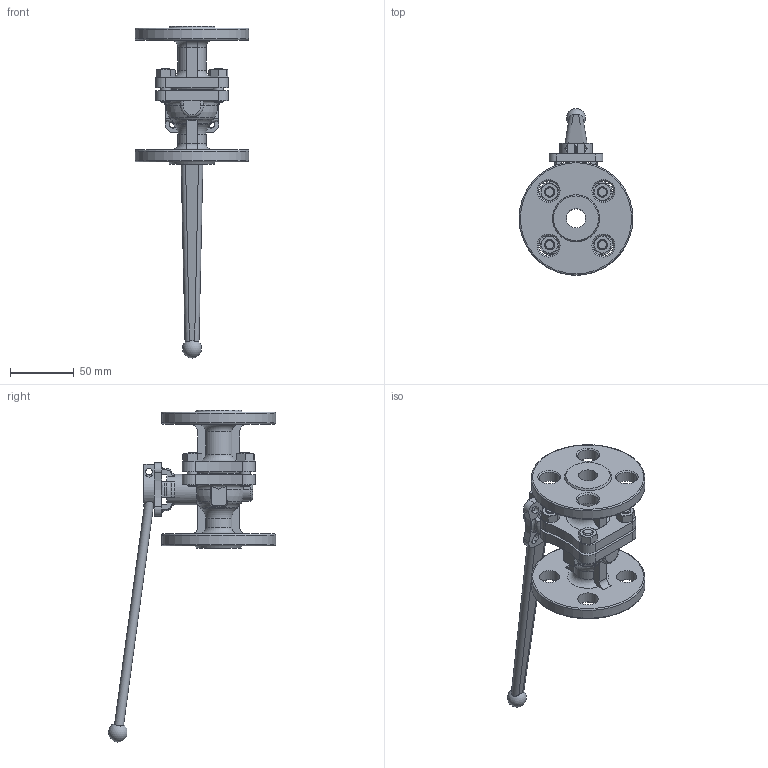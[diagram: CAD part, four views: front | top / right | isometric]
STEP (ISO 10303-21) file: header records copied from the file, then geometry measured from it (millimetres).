
FILE_DESCRIPTION(/* description */ ('STEP AP214'),/* implementation_level */ '2;1');
FILE_NAME(/* name */ '8097467_VZBF-1_2-P1-20-D-2-F0304-M-V15V15',/* time_stamp */ '2024-09-18T02:26:13+02:00',/* author */ ('License CC BY-ND 4.0'),/* organization */ ('CADENAS'),/* preprocessor_version */ 'ST-DEVELOPER v19.3',/* originating_system */ 'PARTsolutions',/* authorisation */ ' ');
FILE_SCHEMA (('AUTOMOTIVE_DESIGN {1 0 10303 214 3 1 1}'));
Length unit declared in the file: millimetre
Products named in the file (3): 8097467 VZBF-1/2-P1-20-D-2-F0304-M-V15V15; 4810851 VZBF-1/2-P1-20-D-2-F0304-V15V15; 4895982 VAOH-F9-9-H9-A
Assembly tree (2 placements, depth 2):
  8097467 VZBF-1/2-P1-20-D-2-F0304-M-V15V15
    4810851 VZBF-1/2-P1-20-D-2-F0304-V15V15
    4895982 VAOH-F9-9-H9-A
Bounding box: 89 x 130.78 x 259.8 mm (x, y, z)
Volume: 231473 mm3; surface area: 70656 mm2
Topology: 2 solids, 2 shells, 373 faces, 997 edges, 644 vertices
Faces by surface type: plane 157, cylinder 106, cone 72, torus 34, sphere 4
Full cylindrical faces by diameter (mm): 5.2 x2, 8 x12, 9 x4, 15 x1, 16 x8, 24 x1, 26 x1, 89 x2
Entity records: 11634 total; most frequent: CARTESIAN_POINT 2612, ORIENTED_EDGE 1832, DIRECTION 1823, EDGE_CURVE 916, AXIS2_PLACEMENT_3D 726, VERTEX_POINT 623, EDGE_LOOP 497, FACE_BOUND 497
